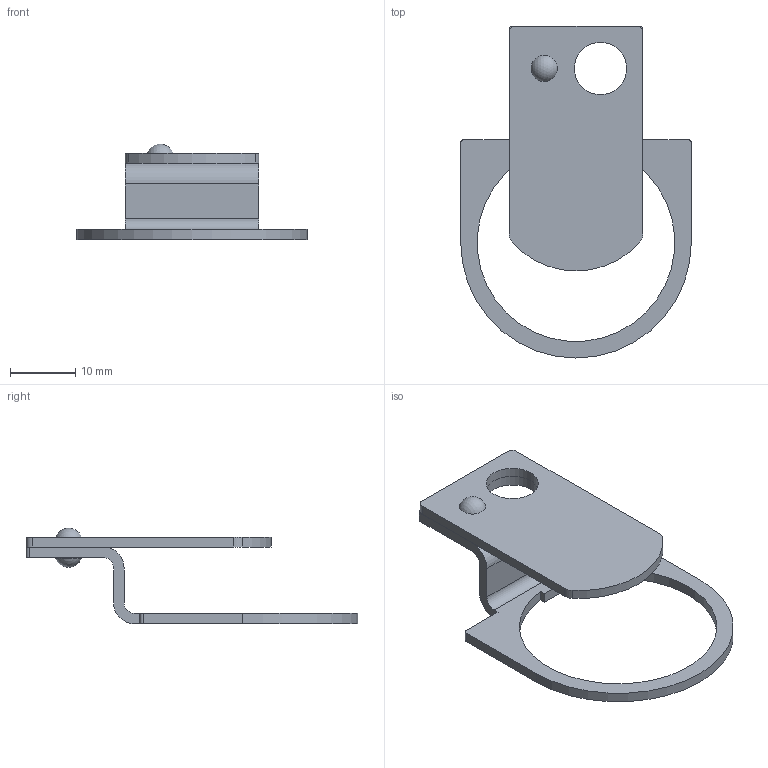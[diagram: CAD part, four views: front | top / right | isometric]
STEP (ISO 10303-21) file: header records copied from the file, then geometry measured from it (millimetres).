
FILE_DESCRIPTION((''),'2;1');
FILE_NAME('PAP.stp','2007-11-21T14:58:29',('Philipp'),(''),'Autodesk Inventor 2008','Autodesk Inventor 2008','');
FILE_SCHEMA(('AUTOMOTIVE_DESIGN { 1 0 10303 214 1 1 1 1 }'));
Length unit declared in the file: millimetre
Products named in the file (4): PAP; standoff; top; SS 1440 - KN 2.3 x 18 x 3
Assembly tree (3 placements, depth 2):
  PAP
    standoff
    top
    SS 1440 - KN 2.3 x 18 x 3
Bounding box: 35.3 x 50.8 x 14.63 mm (x, y, z)
Volume: 2332.2 mm3; surface area: 3730.9 mm2
Topology: 3 solids, 3 shells, 45 faces, 113 edges, 76 vertices
Faces by surface type: plane 23, cylinder 20, sphere 2
Full cylindrical faces by diameter (mm): 2.3 x1, 2.5 x2, 8 x2
Entity records: 1479 total; most frequent: DIRECTION 254, CARTESIAN_POINT 236, ORIENTED_EDGE 216, EDGE_CURVE 108, AXIS2_PLACEMENT_3D 94, VERTEX_POINT 76, VECTOR 66, LINE 66
